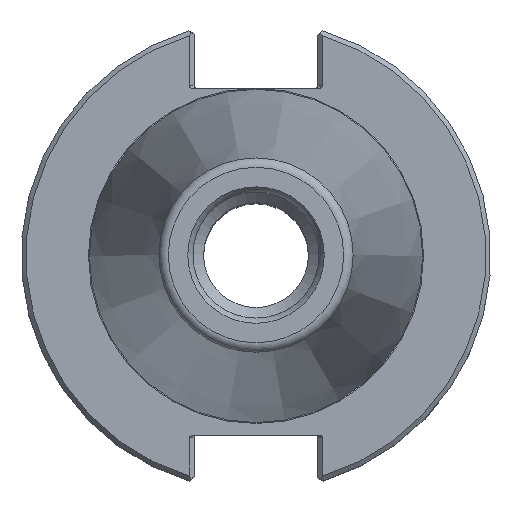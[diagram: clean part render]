
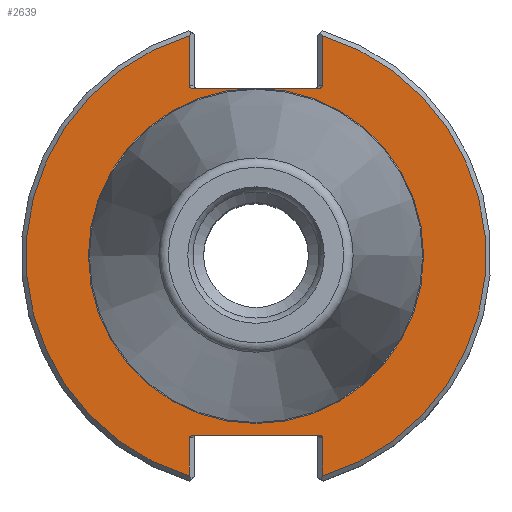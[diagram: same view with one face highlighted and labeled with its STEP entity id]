
A CAD part, top view. The second image highlights one B-rep face of the part: STEP entity #2639.
In plain terms, the highlighted planar face has unit normal (0, 0, 1).
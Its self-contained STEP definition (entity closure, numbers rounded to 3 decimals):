
#24=ELLIPSE('',#2810,0.707,0.5);
#25=ELLIPSE('',#2812,0.707,0.5);
#33=ELLIPSE('',#2840,0.707,0.5);
#34=ELLIPSE('',#2842,0.707,0.5);
#76=LINE('',#4042,#149);
#77=LINE('',#4051,#150);
#82=LINE('',#4070,#155);
#83=LINE('',#4079,#156);
#93=LINE('',#4113,#166);
#104=LINE('',#4160,#177);
#149=VECTOR('',#3203,1000.);
#150=VECTOR('',#3210,1000.);
#155=VECTOR('',#3225,1000.);
#156=VECTOR('',#3232,1000.);
#166=VECTOR('',#3258,1000.);
#177=VECTOR('',#3303,1000.);
#291=PLANE('',#2841);
#761=ORIENTED_EDGE('',*,*,#1011,.T.);
#762=ORIENTED_EDGE('',*,*,#1009,.T.);
#763=ORIENTED_EDGE('',*,*,#1005,.T.);
#764=ORIENTED_EDGE('',*,*,#1026,.F.);
#765=ORIENTED_EDGE('',*,*,#1003,.T.);
#766=ORIENTED_EDGE('',*,*,#1001,.T.);
#767=ORIENTED_EDGE('',*,*,#999,.T.);
#768=ORIENTED_EDGE('',*,*,#998,.T.);
#769=ORIENTED_EDGE('',*,*,#1045,.T.);
#770=ORIENTED_EDGE('',*,*,#1047,.F.);
#771=ORIENTED_EDGE('',*,*,#1048,.T.);
#772=ORIENTED_EDGE('',*,*,#1012,.T.);
#773=ORIENTED_EDGE('',*,*,#995,.F.);
#995=EDGE_CURVE('',#1199,#1199,#1304,.T.);
#998=EDGE_CURVE('',#1200,#1201,#76,.T.);
#999=EDGE_CURVE('',#1202,#1200,#1305,.T.);
#1001=EDGE_CURVE('',#1203,#1202,#77,.T.);
#1003=EDGE_CURVE('',#1204,#1203,#24,.F.);
#1005=EDGE_CURVE('',#1205,#1206,#25,.F.);
#1009=EDGE_CURVE('',#1207,#1205,#82,.T.);
#1011=EDGE_CURVE('',#1208,#1207,#1306,.T.);
#1012=EDGE_CURVE('',#1209,#1208,#83,.T.);
#1026=EDGE_CURVE('',#1204,#1206,#93,.T.);
#1045=EDGE_CURVE('',#1201,#1227,#33,.F.);
#1047=EDGE_CURVE('',#1228,#1227,#104,.T.);
#1048=EDGE_CURVE('',#1228,#1209,#34,.F.);
#1199=VERTEX_POINT('',#4033);
#1200=VERTEX_POINT('',#4039);
#1201=VERTEX_POINT('',#4041);
#1202=VERTEX_POINT('',#4045);
#1203=VERTEX_POINT('',#4052);
#1204=VERTEX_POINT('',#4056);
#1205=VERTEX_POINT('',#4060);
#1206=VERTEX_POINT('',#4061);
#1207=VERTEX_POINT('',#4069);
#1208=VERTEX_POINT('',#4076);
#1209=VERTEX_POINT('',#4080);
#1227=VERTEX_POINT('',#4157);
#1228=VERTEX_POINT('',#4161);
#1304=CIRCLE('',#2804,35.118);
#1305=CIRCLE('',#2807,48.21);
#1306=CIRCLE('',#2815,48.21);
#1468=EDGE_LOOP('',(#761,#762,#763,#764,#765,#766,#767,#768,#769,#770,#771,
#772));
#1469=EDGE_LOOP('',(#773));
#1642=FACE_BOUND('',#1468,.T.);
#1643=FACE_BOUND('',#1469,.T.);
#2639=ADVANCED_FACE('',(#1642,#1643),#291,.T.);
#2804=AXIS2_PLACEMENT_3D('',#4032,#3198,#3199);
#2807=AXIS2_PLACEMENT_3D('',#4044,#3206,#3207);
#2810=AXIS2_PLACEMENT_3D('',#4055,#3214,#3215);
#2812=AXIS2_PLACEMENT_3D('',#4059,#3219,#3220);
#2815=AXIS2_PLACEMENT_3D('',#4077,#3228,#3229);
#2840=AXIS2_PLACEMENT_3D('',#4156,#3298,#3299);
#2841=AXIS2_PLACEMENT_3D('',#4159,#3301,#3302);
#2842=AXIS2_PLACEMENT_3D('',#4162,#3304,#3305);
#3198=DIRECTION('',(0.,0.,1.));
#3199=DIRECTION('',(1.,0.,0.));
#3203=DIRECTION('',(0.,-1.,0.));
#3206=DIRECTION('',(0.,0.,1.));
#3207=DIRECTION('',(1.,0.,0.));
#3210=DIRECTION('',(0.,-1.,0.));
#3214=DIRECTION('',(0.,0.,1.));
#3215=DIRECTION('',(1.,0.,0.));
#3219=DIRECTION('',(0.,0.,1.));
#3220=DIRECTION('',(1.,0.,0.));
#3225=DIRECTION('',(0.,1.,0.));
#3228=DIRECTION('',(0.,0.,1.));
#3229=DIRECTION('',(1.,0.,0.));
#3232=DIRECTION('',(0.,1.,0.));
#3258=DIRECTION('',(-1.,0.,0.));
#3298=DIRECTION('',(0.,0.,1.));
#3299=DIRECTION('',(-1.,0.,0.));
#3301=DIRECTION('',(0.,0.,1.));
#3302=DIRECTION('',(1.,0.,0.));
#3303=DIRECTION('',(1.,0.,0.));
#3304=DIRECTION('',(0.,0.,1.));
#3305=DIRECTION('',(-1.,0.,0.));
#4032=CARTESIAN_POINT('',(0.,0.,-3.17));
#4033=CARTESIAN_POINT('',(35.118,0.,-3.17));
#4039=CARTESIAN_POINT('',(13.955,46.146,-3.17));
#4041=CARTESIAN_POINT('',(13.955,35.66,-3.17));
#4042=CARTESIAN_POINT('',(13.955,35.16,-3.17));
#4044=CARTESIAN_POINT('',(0.,0.,-3.17));
#4045=CARTESIAN_POINT('',(13.955,-46.146,-3.17));
#4051=CARTESIAN_POINT('',(13.955,-47.619,-3.17));
#4052=CARTESIAN_POINT('',(13.955,-38.07,-3.17));
#4055=CARTESIAN_POINT('',(13.248,-38.07,-3.17));
#4056=CARTESIAN_POINT('',(13.248,-37.57,-3.17));
#4059=CARTESIAN_POINT('',(-13.248,-38.07,-3.17));
#4060=CARTESIAN_POINT('',(-13.955,-38.07,-3.17));
#4061=CARTESIAN_POINT('',(-13.248,-37.57,-3.17));
#4069=CARTESIAN_POINT('',(-13.955,-46.146,-3.17));
#4070=CARTESIAN_POINT('',(-13.955,-37.57,-3.17));
#4076=CARTESIAN_POINT('',(-13.955,46.146,-3.17));
#4077=CARTESIAN_POINT('',(0.,0.,-3.17));
#4079=CARTESIAN_POINT('',(-13.955,47.619,-3.17));
#4080=CARTESIAN_POINT('',(-13.955,35.66,-3.17));
#4113=CARTESIAN_POINT('',(12.955,-37.57,-3.17));
#4156=CARTESIAN_POINT('',(13.248,35.66,-3.17));
#4157=CARTESIAN_POINT('',(13.248,35.16,-3.17));
#4159=CARTESIAN_POINT('',(35.118,0.,-3.17));
#4160=CARTESIAN_POINT('',(-12.955,35.16,-3.17));
#4161=CARTESIAN_POINT('',(-13.248,35.16,-3.17));
#4162=CARTESIAN_POINT('',(-13.248,35.66,-3.17));
